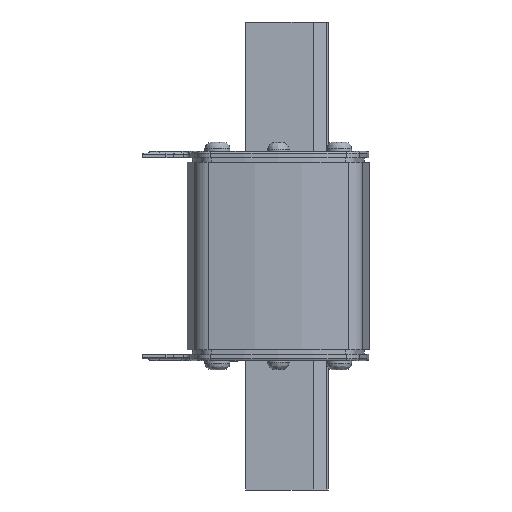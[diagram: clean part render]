
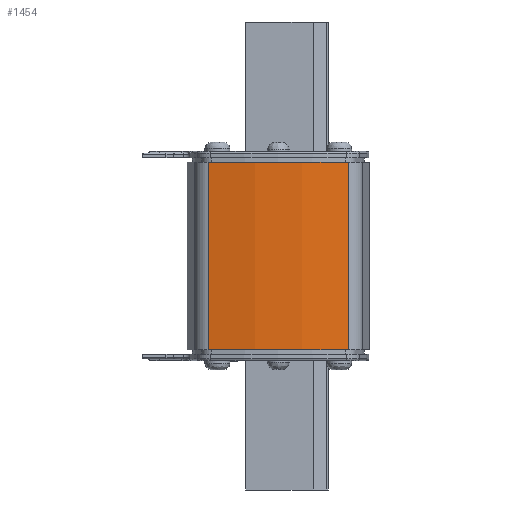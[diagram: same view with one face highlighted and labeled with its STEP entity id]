
A CAD part, left-side view. The second image highlights one B-rep face of the part: STEP entity #1454.
In plain terms, the highlighted cylindrical face has radius 98 mm (diameter 196 mm), a partial arc.
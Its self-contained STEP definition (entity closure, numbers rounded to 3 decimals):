
#1132=CYLINDRICAL_SURFACE('',#13831,98.);
#1454=ADVANCED_FACE('',(#2715),#1132,.T.);
#2715=FACE_OUTER_BOUND('',#3423,.T.);
#3423=EDGE_LOOP('',(#5598,#5599,#5600,#5601));
#4332=CIRCLE('',#13829,98.);
#4333=CIRCLE('',#13830,98.);
#5598=ORIENTED_EDGE('',*,*,#10152,.T.);
#5599=ORIENTED_EDGE('',*,*,#10153,.F.);
#5600=ORIENTED_EDGE('',*,*,#10154,.F.);
#5601=ORIENTED_EDGE('',*,*,#10155,.T.);
#8714=VERTEX_POINT('',#28061);
#8715=VERTEX_POINT('',#28062);
#8716=VERTEX_POINT('',#28064);
#8717=VERTEX_POINT('',#28066);
#10152=EDGE_CURVE('',#8714,#8715,#4332,.T.);
#10153=EDGE_CURVE('',#8716,#8715,#11810,.T.);
#10154=EDGE_CURVE('',#8717,#8716,#4333,.T.);
#10155=EDGE_CURVE('',#8717,#8714,#11811,.T.);
#11810=LINE('',#28063,#12792);
#11811=LINE('',#28067,#12793);
#12792=VECTOR('',#15616,1.);
#12793=VECTOR('',#15619,1.);
#13829=AXIS2_PLACEMENT_3D('',#28060,#15614,#15615);
#13830=AXIS2_PLACEMENT_3D('',#28065,#15617,#15618);
#13831=AXIS2_PLACEMENT_3D('',#28068,#15620,#15621);
#15614=DIRECTION('',(0.,0.,1.));
#15615=DIRECTION('',(1.,0.,0.));
#15616=DIRECTION('',(0.,0.,-1.));
#15617=DIRECTION('',(0.,0.,1.));
#15618=DIRECTION('',(1.,0.,0.));
#15619=DIRECTION('',(0.,0.,-1.));
#15620=DIRECTION('',(0.,0.,-1.));
#15621=DIRECTION('',(1.,0.,0.));
#28060=CARTESIAN_POINT('',(43.769,14.97,-50.901));
#28061=CARTESIAN_POINT('',(-51.629,37.401,-50.901));
#28062=CARTESIAN_POINT('',(-51.629,-7.461,-50.901));
#28063=CARTESIAN_POINT('',(-51.629,-7.461,9.099));
#28064=CARTESIAN_POINT('',(-51.629,-7.461,9.099));
#28065=CARTESIAN_POINT('',(43.769,14.97,9.099));
#28066=CARTESIAN_POINT('',(-51.629,37.401,9.099));
#28067=CARTESIAN_POINT('',(-51.629,37.401,9.099));
#28068=CARTESIAN_POINT('',(43.769,14.97,9.099));
